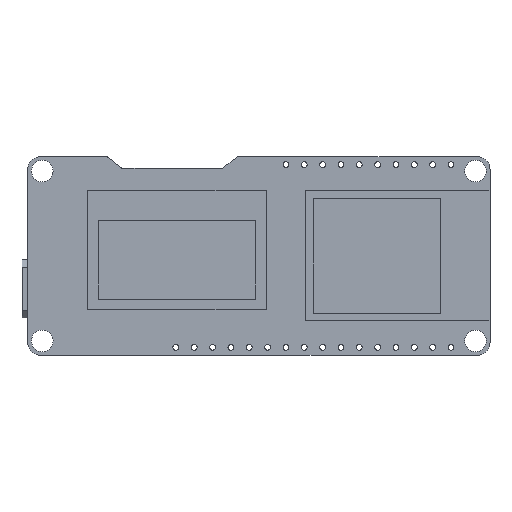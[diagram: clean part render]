
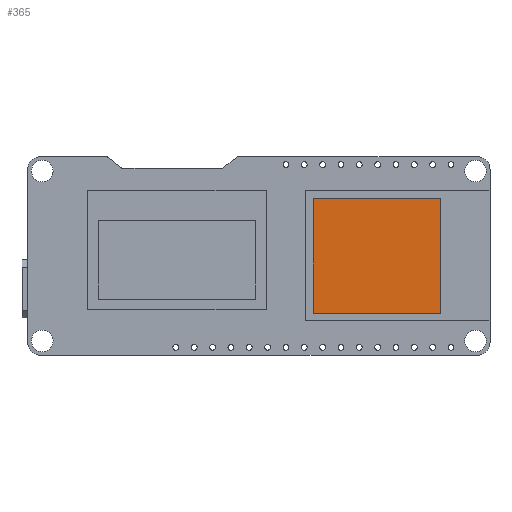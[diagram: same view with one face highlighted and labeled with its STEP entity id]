
A CAD part, top view. The second image highlights one B-rep face of the part: STEP entity #365.
In plain terms, the highlighted planar face has unit normal (0, 0, 1).
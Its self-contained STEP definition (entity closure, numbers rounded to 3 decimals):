
#12 = ORIENTED_EDGE ( 'NONE', *, *, #1012, .T. ) ;
#52 = VECTOR ( 'NONE', #3493, 1000. ) ;
#183 = CARTESIAN_POINT ( 'NONE',  ( 25.1, 7.95, 2.8 ) ) ;
#357 = VERTEX_POINT ( 'NONE', #183 ) ;
#365 = ADVANCED_FACE ( 'NONE', ( #609 ), #4617, .T. ) ;
#423 = DIRECTION ( 'NONE',  ( 0., 1., 0. ) ) ;
#468 = CARTESIAN_POINT ( 'NONE',  ( 7.5, 7.95, 2.8 ) ) ;
#495 = DIRECTION ( 'NONE',  ( 0., -1., 0. ) ) ;
#609 = FACE_OUTER_BOUND ( 'NONE', #3042, .T. ) ;
#613 = AXIS2_PLACEMENT_3D ( 'NONE', #1054, #2285, #1860 ) ;
#633 = LINE ( 'NONE', #3443, #4767 ) ;
#1012 = EDGE_CURVE ( 'NONE', #4830, #1594, #4056, .T. ) ;
#1043 = VERTEX_POINT ( 'NONE', #3637 ) ;
#1054 = CARTESIAN_POINT ( 'NONE',  ( 0., 0., 2.8 ) ) ;
#1264 = EDGE_CURVE ( 'NONE', #357, #4830, #1579, .T. ) ;
#1348 = ORIENTED_EDGE ( 'NONE', *, *, #4062, .T. ) ;
#1370 = DIRECTION ( 'NONE',  ( 1., 0., 0. ) ) ;
#1579 = LINE ( 'NONE', #1942, #52 ) ;
#1594 = VERTEX_POINT ( 'NONE', #3440 ) ;
#1860 = DIRECTION ( 'NONE',  ( 1., 0., 0. ) ) ;
#1942 = CARTESIAN_POINT ( 'NONE',  ( 7.5, 7.95, 2.8 ) ) ;
#2089 = CARTESIAN_POINT ( 'NONE',  ( 25.1, 7.95, 2.8 ) ) ;
#2285 = DIRECTION ( 'NONE',  ( 0., 0., 1. ) ) ;
#2453 = LINE ( 'NONE', #2089, #5047 ) ;
#3042 = EDGE_LOOP ( 'NONE', ( #12, #1348, #3148, #3981 ) ) ;
#3148 = ORIENTED_EDGE ( 'NONE', *, *, #3505, .T. ) ;
#3326 = CARTESIAN_POINT ( 'NONE',  ( 7.5, 7.95, 2.8 ) ) ;
#3440 = CARTESIAN_POINT ( 'NONE',  ( 7.5, -7.95, 2.8 ) ) ;
#3443 = CARTESIAN_POINT ( 'NONE',  ( 7.5, -7.95, 2.8 ) ) ;
#3493 = DIRECTION ( 'NONE',  ( -1., 0., 0. ) ) ;
#3505 = EDGE_CURVE ( 'NONE', #1043, #357, #2453, .T. ) ;
#3637 = CARTESIAN_POINT ( 'NONE',  ( 25.1, -7.95, 2.8 ) ) ;
#3981 = ORIENTED_EDGE ( 'NONE', *, *, #1264, .T. ) ;
#4056 = LINE ( 'NONE', #468, #4275 ) ;
#4062 = EDGE_CURVE ( 'NONE', #1594, #1043, #633, .T. ) ;
#4275 = VECTOR ( 'NONE', #495, 1000. ) ;
#4617 = PLANE ( 'NONE',  #613 ) ;
#4767 = VECTOR ( 'NONE', #1370, 1000. ) ;
#4830 = VERTEX_POINT ( 'NONE', #3326 ) ;
#5047 = VECTOR ( 'NONE', #423, 1000. ) ;
